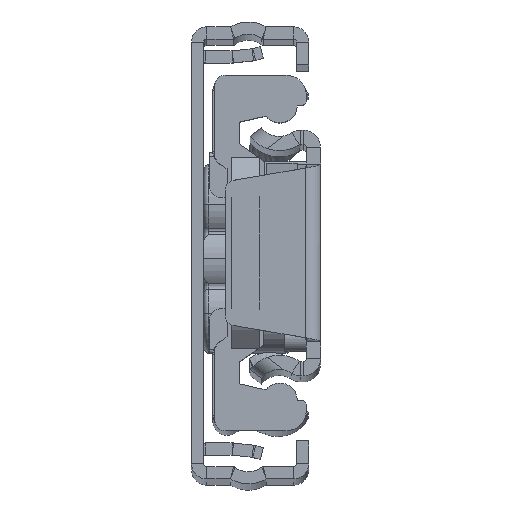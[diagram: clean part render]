
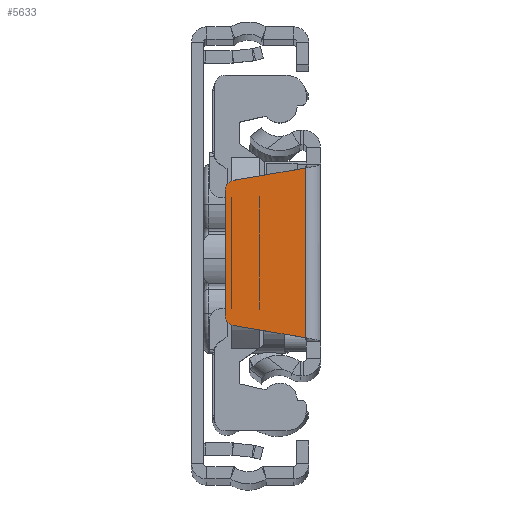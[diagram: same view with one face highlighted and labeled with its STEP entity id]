
A CAD part, top view. The second image highlights one B-rep face of the part: STEP entity #5633.
In plain terms, the highlighted planar face has unit normal (0, 0, 1).
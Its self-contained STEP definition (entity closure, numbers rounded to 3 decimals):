
#69 = LINE ( 'NONE', #11253, #916 ) ;
#99 = EDGE_CURVE ( 'NONE', #5207, #12250, #18825, .T. ) ;
#373 = DIRECTION ( 'NONE',  ( 0.986, 0.168, 0. ) ) ;
#444 = DIRECTION ( 'NONE',  ( -1., 0., 0. ) ) ;
#493 = CARTESIAN_POINT ( 'NONE',  ( -8.568, -7.142, 0. ) ) ;
#916 = VECTOR ( 'NONE', #373, 1000. ) ;
#971 = CARTESIAN_POINT ( 'NONE',  ( -9.4, -6.156, 0. ) ) ;
#1227 = LINE ( 'NONE', #2674, #12116 ) ;
#1476 = CARTESIAN_POINT ( 'NONE',  ( -8.4, -6.156, 0. ) ) ;
#1904 = EDGE_LOOP ( 'NONE', ( #15254, #11864, #4407, #19158, #2365, #9118 ) ) ;
#2018 = VECTOR ( 'NONE', #14129, 1000. ) ;
#2283 = CIRCLE ( 'NONE', #4936, 1. ) ;
#2365 = ORIENTED_EDGE ( 'NONE', *, *, #19438, .F. ) ;
#2592 = PLANE ( 'NONE',  #10870 ) ;
#2674 = CARTESIAN_POINT ( 'NONE',  ( -1.5, -8.35, 0. ) ) ;
#2921 = EDGE_CURVE ( 'NONE', #19279, #10611, #69, .T. ) ;
#3246 = DIRECTION ( 'NONE',  ( 0., 0., -1. ) ) ;
#3778 = VERTEX_POINT ( 'NONE', #5448 ) ;
#4124 = CARTESIAN_POINT ( 'NONE',  ( -9.4, 6.156, 0. ) ) ;
#4407 = ORIENTED_EDGE ( 'NONE', *, *, #8556, .F. ) ;
#4602 = CARTESIAN_POINT ( 'NONE',  ( -9.4, 6.156, 0. ) ) ;
#4763 = VECTOR ( 'NONE', #14021, 1000. ) ;
#4936 = AXIS2_PLACEMENT_3D ( 'NONE', #1476, #3246, #6351 ) ;
#5207 = VERTEX_POINT ( 'NONE', #971 ) ;
#5448 = CARTESIAN_POINT ( 'NONE',  ( -1.5, -8.35, 0. ) ) ;
#5633 = ADVANCED_FACE ( 'NONE', ( #19909 ), #2592, .F. ) ;
#6351 = DIRECTION ( 'NONE',  ( -1., 0., 0. ) ) ;
#7489 = CIRCLE ( 'NONE', #16753, 1. ) ;
#7720 = LINE ( 'NONE', #17241, #4763 ) ;
#8161 = CARTESIAN_POINT ( 'NONE',  ( -8.568, 7.142, 0. ) ) ;
#8556 = EDGE_CURVE ( 'NONE', #12250, #19279, #7489, .T. ) ;
#9011 = EDGE_CURVE ( 'NONE', #10611, #3778, #1227, .T. ) ;
#9118 = ORIENTED_EDGE ( 'NONE', *, *, #19528, .F. ) ;
#10611 = VERTEX_POINT ( 'NONE', #18288 ) ;
#10870 = AXIS2_PLACEMENT_3D ( 'NONE', #16990, #16593, #12098 ) ;
#11253 = CARTESIAN_POINT ( 'NONE',  ( -1.5, 8.35, 0. ) ) ;
#11864 = ORIENTED_EDGE ( 'NONE', *, *, #2921, .F. ) ;
#12098 = DIRECTION ( 'NONE',  ( -1., 0., 0. ) ) ;
#12116 = VECTOR ( 'NONE', #16688, 1000. ) ;
#12250 = VERTEX_POINT ( 'NONE', #4124 ) ;
#13759 = VERTEX_POINT ( 'NONE', #493 ) ;
#14021 = DIRECTION ( 'NONE',  ( -0.986, 0.168, 0. ) ) ;
#14129 = DIRECTION ( 'NONE',  ( 0., 1., 0. ) ) ;
#14640 = DIRECTION ( 'NONE',  ( 0., 0., -1. ) ) ;
#14730 = CARTESIAN_POINT ( 'NONE',  ( -8.4, 6.156, 0. ) ) ;
#15254 = ORIENTED_EDGE ( 'NONE', *, *, #9011, .F. ) ;
#16593 = DIRECTION ( 'NONE',  ( 0., 0., -1. ) ) ;
#16688 = DIRECTION ( 'NONE',  ( 0., -1., 0. ) ) ;
#16753 = AXIS2_PLACEMENT_3D ( 'NONE', #14730, #14640, #444 ) ;
#16990 = CARTESIAN_POINT ( 'NONE',  ( -8.4, 6.156, 0. ) ) ;
#17241 = CARTESIAN_POINT ( 'NONE',  ( -8.568, -7.142, 0. ) ) ;
#18288 = CARTESIAN_POINT ( 'NONE',  ( -1.5, 8.35, 0. ) ) ;
#18825 = LINE ( 'NONE', #4602, #2018 ) ;
#19158 = ORIENTED_EDGE ( 'NONE', *, *, #99, .F. ) ;
#19279 = VERTEX_POINT ( 'NONE', #8161 ) ;
#19438 = EDGE_CURVE ( 'NONE', #13759, #5207, #2283, .T. ) ;
#19528 = EDGE_CURVE ( 'NONE', #3778, #13759, #7720, .T. ) ;
#19909 = FACE_OUTER_BOUND ( 'NONE', #1904, .T. ) ;
